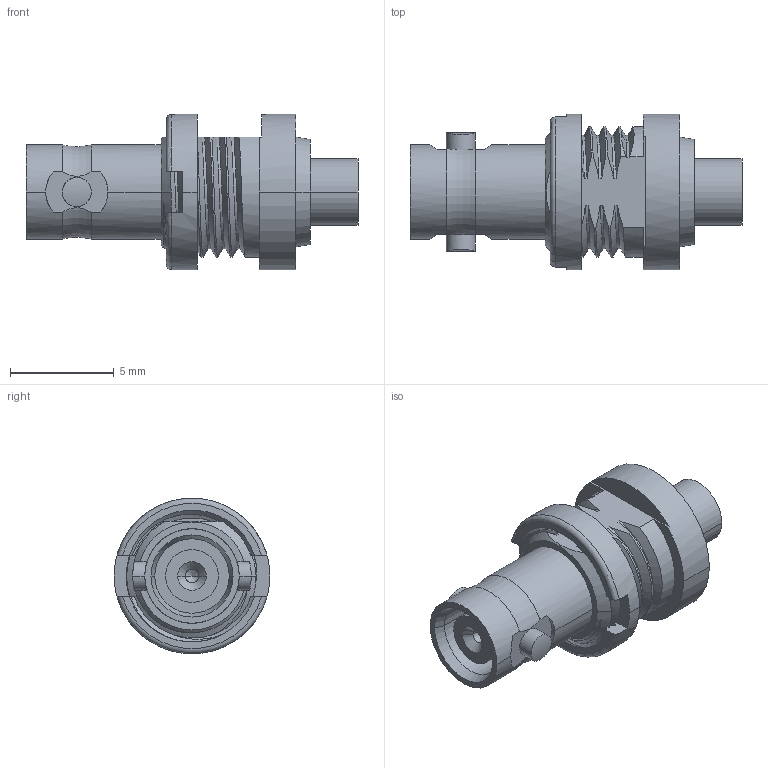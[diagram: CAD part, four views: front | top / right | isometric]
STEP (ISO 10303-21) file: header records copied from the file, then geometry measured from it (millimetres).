
FILE_DESCRIPTION((''),'2;1');
FILE_NAME('34-5043_SW0001','2019-08-08T',('karthik'),(''),'CREO PARAMETRIC BY PTC INC, 2018360','CREO PARAMETRIC BY PTC INC, 2018360','');
FILE_SCHEMA(('CONFIG_CONTROL_DESIGN'));
Length unit declared in the file: millimetre
Products named in the file (1): 34-5043_SW0001
Bounding box: 16 x 7.5 x 7.5 mm (x, y, z)
Volume: 326.5 mm3; surface area: 552.5 mm2
Topology: 1 solids, 1 shells, 130 faces, 363 edges, 235 vertices
Faces by surface type: cylinder 39, plane 34, bspline 34, cone 19, torus 4
Entity records: 7902 total; most frequent: CARTESIAN_POINT 4822, ORIENTED_EDGE 722, DIRECTION 500, EDGE_CURVE 361, VERTEX_POINT 235, AXIS2_PLACEMENT_3D 189, B_SPLINE_CURVE_WITH_KNOTS 146, EDGE_LOOP 142
